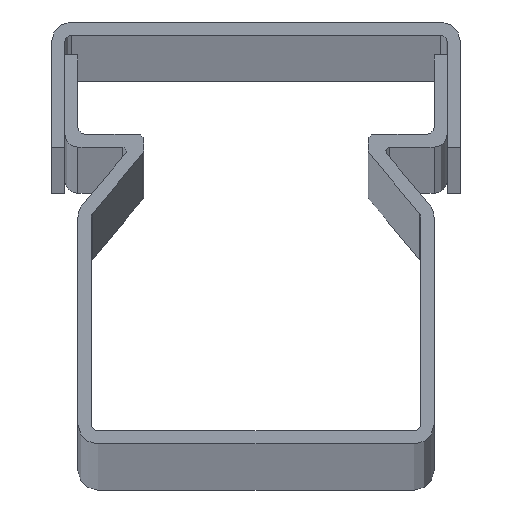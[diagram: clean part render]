
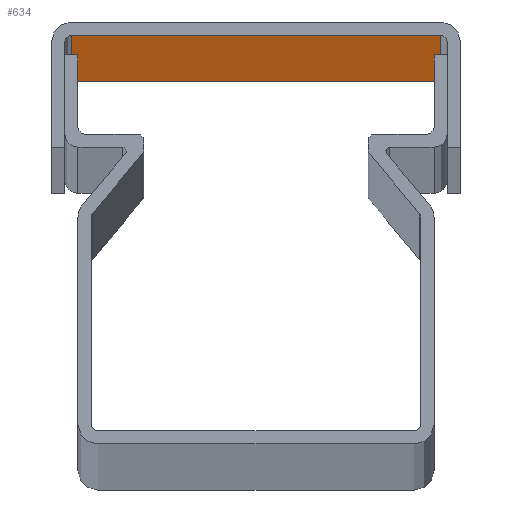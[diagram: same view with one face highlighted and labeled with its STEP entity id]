
A CAD part, top view. The second image highlights one B-rep face of the part: STEP entity #634.
In plain terms, the highlighted planar face has unit normal (0, -1, 0).
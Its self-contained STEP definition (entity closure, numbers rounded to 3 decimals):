
#55 = VECTOR ( 'NONE', #2171, 1000. ) ;
#84 = LINE ( 'NONE', #1856, #584 ) ;
#110 = ORIENTED_EDGE ( 'NONE', *, *, #1045, .F. ) ;
#284 = ORIENTED_EDGE ( 'NONE', *, *, #442, .F. ) ;
#350 = LINE ( 'NONE', #1159, #846 ) ;
#356 = CARTESIAN_POINT ( 'NONE',  ( 69.431, 60., 500. ) ) ;
#442 = EDGE_CURVE ( 'NONE', #2218, #1229, #811, .T. ) ;
#465 = DIRECTION ( 'NONE',  ( 0., 0., 1. ) ) ;
#523 = CARTESIAN_POINT ( 'NONE',  ( 41.431, 60., 2000. ) ) ;
#573 = EDGE_LOOP ( 'NONE', ( #110, #1502, #284, #2514 ) ) ;
#579 = CARTESIAN_POINT ( 'NONE',  ( 69.431, 60., 0. ) ) ;
#580 = EDGE_CURVE ( 'NONE', #1169, #2218, #1186, .T. ) ;
#584 = VECTOR ( 'NONE', #1705, 1000. ) ;
#634 = ADVANCED_FACE ( 'NONE', ( #1588 ), #2516, .F. ) ;
#651 = DIRECTION ( 'NONE',  ( 0., 1., 0. ) ) ;
#720 = CARTESIAN_POINT ( 'NONE',  ( 41.431, 60., 2000. ) ) ;
#811 = LINE ( 'NONE', #356, #1888 ) ;
#846 = VECTOR ( 'NONE', #1589, 1000. ) ;
#1045 = EDGE_CURVE ( 'NONE', #2609, #1169, #350, .T. ) ;
#1090 = AXIS2_PLACEMENT_3D ( 'NONE', #2467, #651, #465 ) ;
#1159 = CARTESIAN_POINT ( 'NONE',  ( 41.431, 60., 500. ) ) ;
#1169 = VERTEX_POINT ( 'NONE', #720 ) ;
#1182 = EDGE_CURVE ( 'NONE', #1229, #2609, #84, .T. ) ;
#1186 = LINE ( 'NONE', #523, #55 ) ;
#1229 = VERTEX_POINT ( 'NONE', #579 ) ;
#1412 = CARTESIAN_POINT ( 'NONE',  ( 69.431, 60., 2000. ) ) ;
#1502 = ORIENTED_EDGE ( 'NONE', *, *, #1182, .F. ) ;
#1588 = FACE_OUTER_BOUND ( 'NONE', #573, .T. ) ;
#1589 = DIRECTION ( 'NONE',  ( 0., 0., 1. ) ) ;
#1705 = DIRECTION ( 'NONE',  ( -1., 0., 0. ) ) ;
#1823 = CARTESIAN_POINT ( 'NONE',  ( 41.431, 60., 0. ) ) ;
#1856 = CARTESIAN_POINT ( 'NONE',  ( 27.431, 60., 0. ) ) ;
#1888 = VECTOR ( 'NONE', #2216, 1000. ) ;
#2171 = DIRECTION ( 'NONE',  ( 1., 0., 0. ) ) ;
#2216 = DIRECTION ( 'NONE',  ( 0., 0., -1. ) ) ;
#2218 = VERTEX_POINT ( 'NONE', #1412 ) ;
#2467 = CARTESIAN_POINT ( 'NONE',  ( 104.931, 60., 500. ) ) ;
#2514 = ORIENTED_EDGE ( 'NONE', *, *, #580, .F. ) ;
#2516 = PLANE ( 'NONE',  #1090 ) ;
#2609 = VERTEX_POINT ( 'NONE', #1823 ) ;
